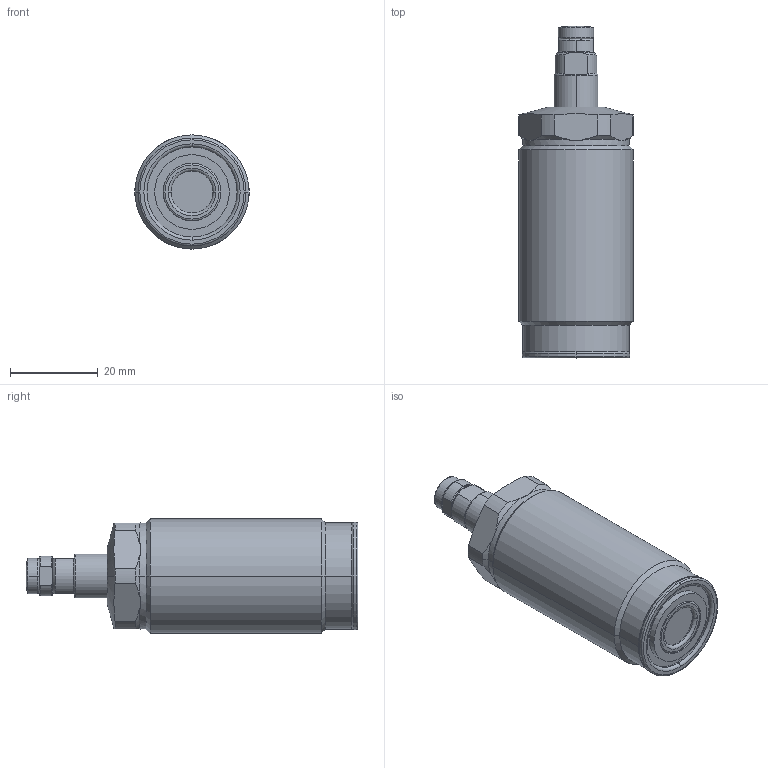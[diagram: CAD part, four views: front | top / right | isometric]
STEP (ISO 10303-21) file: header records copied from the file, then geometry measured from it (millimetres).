
FILE_DESCRIPTION(/* description */ (''),/* implementation_level */ '2;1');
FILE_NAME(/* name */ 'TSS26-M.stp',/* time_stamp */ '2025-01-10T15:52:05+08:00',/* author */ (''),/* organization */ (''),/* preprocessor_version */ 'ST-DEVELOPER v16.7',/* originating_system */ 'SIEMENS PLM Software NX 12.0',/* authorisation */ '');
FILE_SCHEMA (('AUTOMOTIVE_DESIGN { 1 0 10303 214 3 1 1 1 }'));
Length unit declared in the file: millimetre
Products named in the file (11): XLD-M6SP_pad; XLD-M6SP_pin; XLD-M6SP_contactbolt; XLD-M6SP_Oring; XLD-M6_Oring; TSS26-M05; TSS26-M04; TSS26-M02; XLDM6SP; TSS26-M01; TSS26_stp
Assembly tree (10 placements, depth 3):
  TSS26_stp
    TSS26-M01
      XLD-M6_Oring
    TSS26-M02
    TSS26-M04
    TSS26-M05
    XLDM6SP
      XLD-M6SP_Oring
      XLD-M6SP_contactbolt
      XLD-M6SP_pin
      XLD-M6SP_pad
Bounding box: 26 x 75.5 x 26 mm (x, y, z)
Volume: 28853.5 mm3; surface area: 7983.8 mm2
Topology: 8 solids, 8 shells, 201 faces, 459 edges, 280 vertices
Faces by surface type: cylinder 64, torus 46, plane 45, cone 42, sphere 4
Entity records: 6383 total; most frequent: CARTESIAN_POINT 1485, DIRECTION 1081, ORIENTED_EDGE 918, AXIS2_PLACEMENT_3D 470, EDGE_CURVE 459, VERTEX_POINT 280, CIRCLE 258, EDGE_LOOP 221
